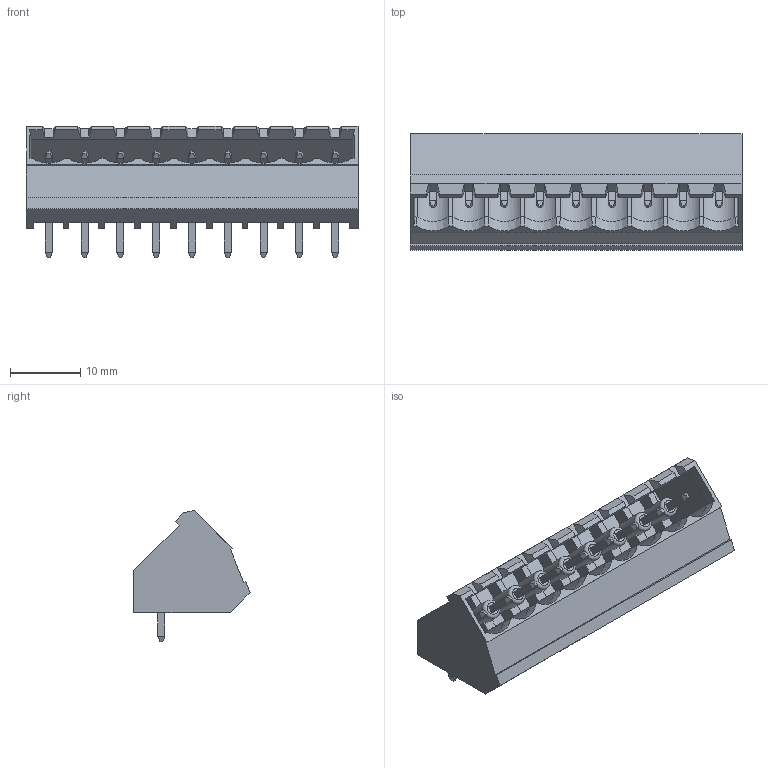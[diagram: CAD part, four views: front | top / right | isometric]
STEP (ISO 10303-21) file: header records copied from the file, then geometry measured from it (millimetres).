
FILE_DESCRIPTION( ( 'Unknown' ), '1' );
FILE_NAME( '691314520109.stp', 'Unknown', ( 'Unknown' ), ( 'Unknown' ), 'PSStep 15.0.49', 'Unknown', ' ' );
FILE_SCHEMA( ( 'AUTOMOTIVE_DESIGN { 1 0 10303 214 1 1 1 1 }' ) );
Length unit declared in the file: millimetre
Products named in the file (3): Assem1; 6913145201xx_PIN; 691314520109
Assembly tree (10 placements, depth 2):
  Assem1
    6913145201xx_PIN  x9
    691314520109
Bounding box: 47.12 x 16.5 x 18.6 mm (x, y, z)
Volume: 2968.8 mm3; surface area: 6657.9 mm2
Topology: 10 solids, 10 shells, 539 faces, 1463 edges, 935 vertices
Faces by surface type: plane 503, cylinder 18, cone 9, torus 9
Full cylindrical faces by diameter (mm): 2.75 x9
Entity records: 16647 total; most frequent: CARTESIAN_POINT 2487, ORIENTED_EDGE 2328, DIRECTION 2107, EDGE_CURVE 1164, LINE 1011, VECTOR 1011, VERTEX_POINT 766, AXIS2_PLACEMENT_3D 548
